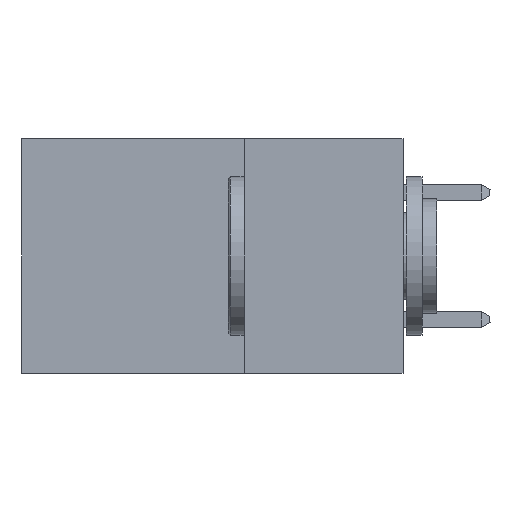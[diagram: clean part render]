
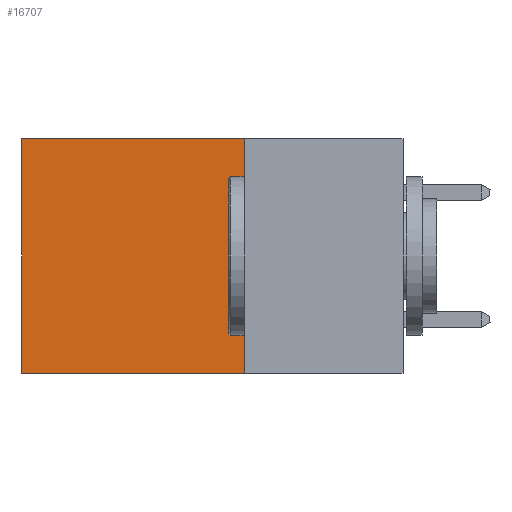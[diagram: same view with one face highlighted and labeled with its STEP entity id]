
A CAD part, left-side view. The second image highlights one B-rep face of the part: STEP entity #16707.
In plain terms, the highlighted planar face has unit normal (-1, 0, 0).
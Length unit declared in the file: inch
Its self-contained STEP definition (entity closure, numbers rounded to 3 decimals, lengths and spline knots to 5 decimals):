
#1041 = CARTESIAN_POINT ( 'NONE',  ( 0.2875, 0.25, 0. ) ) ;
#1060 = DIRECTION ( 'NONE',  ( 0., 1., 0. ) ) ;
#1446 = CARTESIAN_POINT ( 'NONE',  ( 0.2875, 0.25, 0. ) ) ;
#2104 = DIRECTION ( 'NONE',  ( 0., 0., -1. ) ) ;
#3159 = DIRECTION ( 'NONE',  ( 0., 1., 0. ) ) ;
#3219 = AXIS2_PLACEMENT_3D ( 'NONE', #1446, #7071, #19922 ) ;
#3868 = EDGE_CURVE ( 'NONE', #22011, #6044, #12946, .T. ) ;
#3915 = LINE ( 'NONE', #16768, #22859 ) ;
#4225 = LINE ( 'NONE', #18136, #23740 ) ;
#4907 = ORIENTED_EDGE ( 'NONE', *, *, #19839, .F. ) ;
#5160 = EDGE_CURVE ( 'NONE', #6044, #20999, #4225, .T. ) ;
#6044 = VERTEX_POINT ( 'NONE', #13377 ) ;
#7071 = DIRECTION ( 'NONE',  ( 1., 0., 0. ) ) ;
#7143 = DIRECTION ( 'NONE',  ( 0., 0., -1. ) ) ;
#9327 = EDGE_CURVE ( 'NONE', #21323, #20999, #12430, .T. ) ;
#9771 = EDGE_LOOP ( 'NONE', ( #20737, #16203, #4907, #10111 ) ) ;
#10111 = ORIENTED_EDGE ( 'NONE', *, *, #3868, .T. ) ;
#12361 = CARTESIAN_POINT ( 'NONE',  ( 0.2875, 0.25, 0. ) ) ;
#12430 = LINE ( 'NONE', #23284, #17292 ) ;
#12557 = PLANE ( 'NONE',  #3219 ) ;
#12946 = LINE ( 'NONE', #1041, #22655 ) ;
#13377 = CARTESIAN_POINT ( 'NONE',  ( 0.2875, 0.6, 0. ) ) ;
#16203 = ORIENTED_EDGE ( 'NONE', *, *, #9327, .F. ) ;
#16399 = CARTESIAN_POINT ( 'NONE',  ( 0.2875, 0.6, -0.37 ) ) ;
#16707 = ADVANCED_FACE ( 'NONE', ( #18167 ), #12557, .F. ) ;
#16768 = CARTESIAN_POINT ( 'NONE',  ( 0.2875, 0.25, 0. ) ) ;
#17270 = CARTESIAN_POINT ( 'NONE',  ( 0.2875, 0.25, -0.37 ) ) ;
#17292 = VECTOR ( 'NONE', #3159, 39.37008 ) ;
#18136 = CARTESIAN_POINT ( 'NONE',  ( 0.2875, 0.6, 0. ) ) ;
#18167 = FACE_OUTER_BOUND ( 'NONE', #9771, .T. ) ;
#19839 = EDGE_CURVE ( 'NONE', #22011, #21323, #3915, .T. ) ;
#19922 = DIRECTION ( 'NONE',  ( 0., 0., -1. ) ) ;
#20737 = ORIENTED_EDGE ( 'NONE', *, *, #5160, .T. ) ;
#20999 = VERTEX_POINT ( 'NONE', #16399 ) ;
#21323 = VERTEX_POINT ( 'NONE', #17270 ) ;
#22011 = VERTEX_POINT ( 'NONE', #12361 ) ;
#22655 = VECTOR ( 'NONE', #1060, 39.37008 ) ;
#22859 = VECTOR ( 'NONE', #2104, 39.37008 ) ;
#23284 = CARTESIAN_POINT ( 'NONE',  ( 0.2875, 0.25, -0.37 ) ) ;
#23740 = VECTOR ( 'NONE', #7143, 39.37008 ) ;
